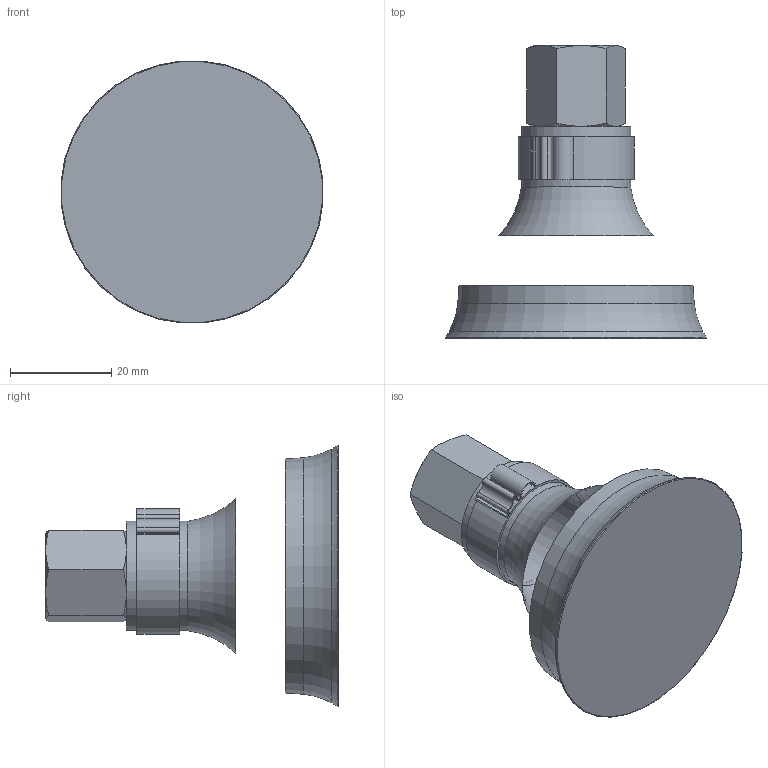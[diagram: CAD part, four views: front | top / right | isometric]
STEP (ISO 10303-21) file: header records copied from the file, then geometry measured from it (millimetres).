
FILE_DESCRIPTION(/* description */ (''),/* implementation_level */ '2;1');
FILE_NAME(/* name */ 'v52epdm_rac7r1-4h_pcabrcobra20.stp',/* time_stamp */ '2020-12-21T13:16:36+01:00',/* author */ ('enginyeria'),/* organization */ (''),/* preprocessor_version */ 'ST-DEVELOPER v17.2',/* originating_system */ 'Autodesk Inventor 2019',/* authorisation */ '');
FILE_SCHEMA (('CONFIG_CONTROL_DESIGN'));
Length unit declared in the file: millimetre
Products named in the file (1): v52epdm_rac7r1-4h_pcabrcobra20
Bounding box: 51.83 x 57.92 x 51.83 mm (x, y, z)
Volume: 42272 mm3; surface area: 10487.3 mm2
Topology: 2 solids, 3 shells, 55 faces, 146 edges, 95 vertices
Faces by surface type: plane 18, cone 17, cylinder 16, torus 4
Full cylindrical faces by diameter (mm): 6 x1, 13 x1, 21.7 x1, 22 x1
Entity records: 1821 total; most frequent: CARTESIAN_POINT 343, DIRECTION 307, ORIENTED_EDGE 288, EDGE_CURVE 144, AXIS2_PLACEMENT_3D 131, VERTEX_POINT 95, CIRCLE 75, EDGE_LOOP 59
